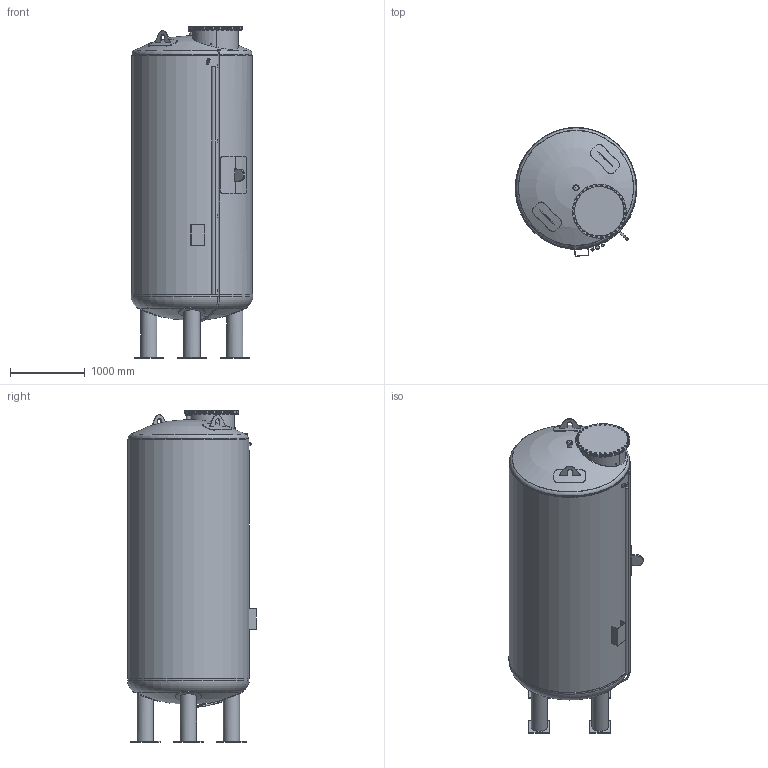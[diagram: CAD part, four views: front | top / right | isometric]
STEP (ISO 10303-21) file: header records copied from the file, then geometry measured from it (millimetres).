
FILE_DESCRIPTION((''),'2;1');
FILE_NAME('Z-38_12-260_Behälter_ø1600_007m³_Dichte=1,0.stp','2014-02-18T15:47:28',('yh'),(''),'Autodesk Inventor 2012','Autodesk Inventor 2012','');
FILE_SCHEMA(('AUTOMOTIVE_DESIGN { 1 0 10303 214 1 1 1 1 }'));
Length unit declared in the file: millimetre
Products named in the file (1): Z-38_12-260_Behälter_ø1600_007m³_Dichte=1,0
Bounding box: 1620.28 x 1718.52 x 4429.34 mm (x, y, z)
Volume: 7093563065.3 mm3; surface area: 32343232.2 mm2
Topology: 8 solids, 12 shells, 1156 faces, 2662 edges, 1683 vertices
Faces by surface type: plane 682, cone 294, cylinder 150, torus 16, sphere 14
Full cylindrical faces by diameter (mm): 14 x1, 16 x64, 21.3 x3, 22.5 x32, 33.7 x1, 39.5 x1, 48.3 x1, 60.3 x2, 66.3 x1, 82.3 x1, 209.1 x4, 219.1 x4, 350 x4, 598 x1, 610 x2, 660 x1, 720 x2, 1590 x1, 1600 x1, 1616 x1, 1624 x1
Entity records: 32867 total; most frequent: CARTESIAN_POINT 8620, ORIENTED_EDGE 4750, DIRECTION 4464, EDGE_CURVE 2375, AXIS2_PLACEMENT_3D 1785, VERTEX_POINT 1627, EDGE_LOOP 1618, FACE_OUTER_BOUND 1156
